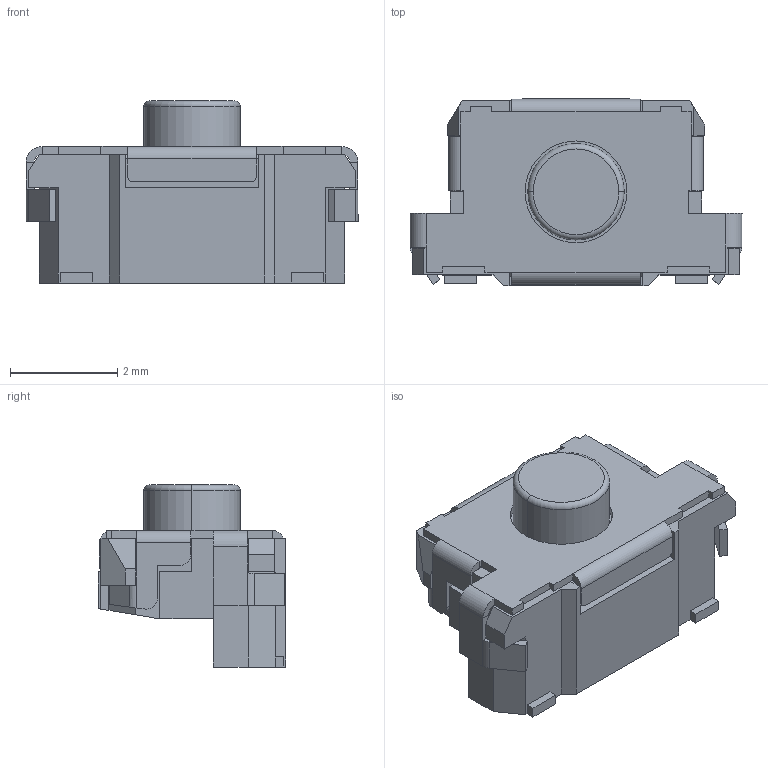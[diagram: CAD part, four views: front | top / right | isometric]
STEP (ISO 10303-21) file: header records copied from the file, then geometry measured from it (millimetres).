
FILE_DESCRIPTION (( 'STEP AP214' ), '1' );
FILE_NAME ('EVQ-P4HB3B.STEP', '2019-09-09T10:28:50', ( '' ), ( '' ), 'SwSTEP 2.0', 'SolidWorks 2017', '' );
FILE_SCHEMA (( 'AUTOMOTIVE_DESIGN' ));
Length unit declared in the file: millimetre
Products named in the file (1): EVQ-P4HB3B
Bounding box: 6.2 x 3.5 x 3.4 mm (x, y, z)
Volume: 35.6 mm3; surface area: 129.7 mm2
Topology: 3 solids, 3 shells, 212 faces, 542 edges, 336 vertices
Faces by surface type: plane 176, cylinder 32, torus 2, bspline 2
Entity records: 6345 total; most frequent: CARTESIAN_POINT 1163, ORIENTED_EDGE 1084, DIRECTION 1022, EDGE_CURVE 542, LINE 472, VECTOR 472, VERTEX_POINT 336, AXIS2_PLACEMENT_3D 275
